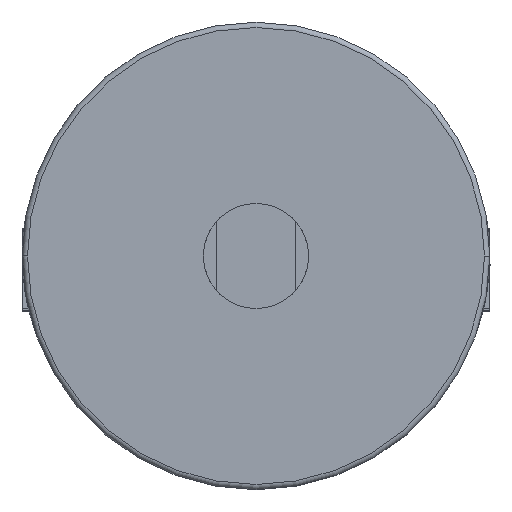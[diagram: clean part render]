
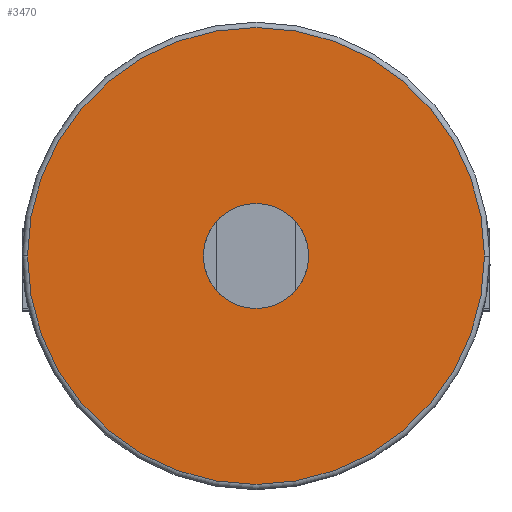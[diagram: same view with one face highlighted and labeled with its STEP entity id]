
A CAD part, left-side view. The second image highlights one B-rep face of the part: STEP entity #3470.
In plain terms, the highlighted planar face has unit normal (-1, 0, 0).
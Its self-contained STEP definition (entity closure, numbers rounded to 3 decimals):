
#154 = CIRCLE ( 'NONE', #3669, 10. ) ;
#670 = CIRCLE ( 'NONE', #5212, 43.5 ) ;
#702 = CIRCLE ( 'NONE', #7092, 43.5 ) ;
#1229 = DIRECTION ( 'NONE',  ( 0., 0., 1. ) ) ;
#1352 = EDGE_LOOP ( 'NONE', ( #2003, #3726 ) ) ;
#1650 = EDGE_CURVE ( 'NONE', #14653, #12811, #670, .T. ) ;
#2003 = ORIENTED_EDGE ( 'NONE', *, *, #15637, .T. ) ;
#2351 = PLANE ( 'NONE',  #10982 ) ;
#2730 = CARTESIAN_POINT ( 'NONE',  ( -300., 0., 0. ) ) ;
#3470 = ADVANCED_FACE ( 'NONE', ( #13455, #6922 ), #2351, .T. ) ;
#3669 = AXIS2_PLACEMENT_3D ( 'NONE', #15934, #8595, #1229 ) ;
#3726 = ORIENTED_EDGE ( 'NONE', *, *, #1650, .T. ) ;
#3949 = DIRECTION ( 'NONE',  ( 0., -1., 0. ) ) ;
#4548 = VERTEX_POINT ( 'NONE', #7297 ) ;
#4843 = CARTESIAN_POINT ( 'NONE',  ( -300., -43.5, 0. ) ) ;
#4952 = DIRECTION ( 'NONE',  ( -1., 0., 0. ) ) ;
#5212 = AXIS2_PLACEMENT_3D ( 'NONE', #2730, #11298, #3949 ) ;
#5241 = ORIENTED_EDGE ( 'NONE', *, *, #8473, .F. ) ;
#5349 = DIRECTION ( 'NONE',  ( -1., 0., 0. ) ) ;
#5480 = DIRECTION ( 'NONE',  ( -1., 0., 0. ) ) ;
#6150 = CIRCLE ( 'NONE', #9530, 10. ) ;
#6625 = CARTESIAN_POINT ( 'NONE',  ( -300., 0., -10. ) ) ;
#6922 = FACE_BOUND ( 'NONE', #11530, .T. ) ;
#7092 = AXIS2_PLACEMENT_3D ( 'NONE', #12848, #5480, #14073 ) ;
#7171 = ORIENTED_EDGE ( 'NONE', *, *, #9775, .F. ) ;
#7297 = CARTESIAN_POINT ( 'NONE',  ( -300., 0., 10. ) ) ;
#8473 = EDGE_CURVE ( 'NONE', #14794, #4548, #6150, .T. ) ;
#8595 = DIRECTION ( 'NONE',  ( -1., 0., 0. ) ) ;
#9530 = AXIS2_PLACEMENT_3D ( 'NONE', #12721, #5349, #13948 ) ;
#9775 = EDGE_CURVE ( 'NONE', #4548, #14794, #154, .T. ) ;
#10982 = AXIS2_PLACEMENT_3D ( 'NONE', #11078, #4952, #13538 ) ;
#11078 = CARTESIAN_POINT ( 'NONE',  ( -300., 44.5, 0. ) ) ;
#11187 = CARTESIAN_POINT ( 'NONE',  ( -300., 43.5, 0. ) ) ;
#11298 = DIRECTION ( 'NONE',  ( -1., 0., 0. ) ) ;
#11530 = EDGE_LOOP ( 'NONE', ( #5241, #7171 ) ) ;
#12721 = CARTESIAN_POINT ( 'NONE',  ( -300., 0., 0. ) ) ;
#12811 = VERTEX_POINT ( 'NONE', #4843 ) ;
#12848 = CARTESIAN_POINT ( 'NONE',  ( -300., 0., 0. ) ) ;
#13455 = FACE_OUTER_BOUND ( 'NONE', #1352, .T. ) ;
#13538 = DIRECTION ( 'NONE',  ( 0., -1., 0. ) ) ;
#13948 = DIRECTION ( 'NONE',  ( 0., 0., 1. ) ) ;
#14073 = DIRECTION ( 'NONE',  ( 0., -1., 0. ) ) ;
#14653 = VERTEX_POINT ( 'NONE', #11187 ) ;
#14794 = VERTEX_POINT ( 'NONE', #6625 ) ;
#15637 = EDGE_CURVE ( 'NONE', #12811, #14653, #702, .T. ) ;
#15934 = CARTESIAN_POINT ( 'NONE',  ( -300., 0., 0. ) ) ;
